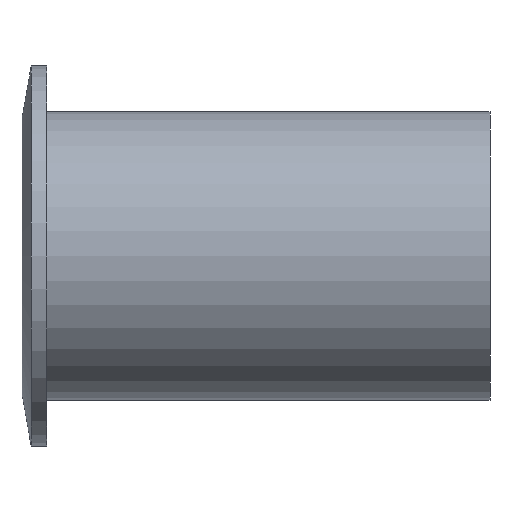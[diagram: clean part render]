
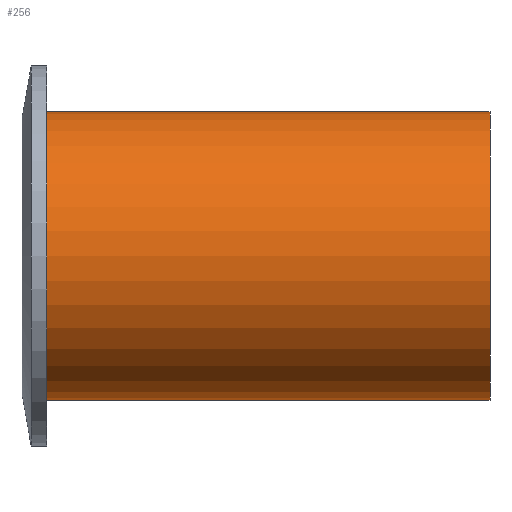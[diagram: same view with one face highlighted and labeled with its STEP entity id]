
A CAD part, left-side view. The second image highlights one B-rep face of the part: STEP entity #256.
In plain terms, the highlighted cylindrical face has radius 4.915 mm (diameter 9.83 mm), a partial arc.
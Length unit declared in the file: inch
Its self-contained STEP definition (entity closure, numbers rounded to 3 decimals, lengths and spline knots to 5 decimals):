
#10 = EDGE_CURVE ( 'NONE', #454, #265, #348, .T. ) ;
#13 = DIRECTION ( 'NONE',  ( 0., -1., 0. ) ) ;
#31 = DIRECTION ( 'NONE',  ( 0., 0., -1. ) ) ;
#32 = ORIENTED_EDGE ( 'NONE', *, *, #429, .F. ) ;
#48 = EDGE_LOOP ( 'NONE', ( #190, #126, #229, #32 ) ) ;
#55 = EDGE_CURVE ( 'NONE', #301, #73, #275, .T. ) ;
#70 = CARTESIAN_POINT ( 'NONE',  ( 0., -0.628, -0.1935 ) ) ;
#73 = VERTEX_POINT ( 'NONE', #102 ) ;
#86 = VECTOR ( 'NONE', #461, 39.37008 ) ;
#92 = CARTESIAN_POINT ( 'NONE',  ( 0., -0.628, -0.1935 ) ) ;
#94 = CARTESIAN_POINT ( 'NONE',  ( 0., -0.628, 0.1935 ) ) ;
#98 = DIRECTION ( 'NONE',  ( 0., 0., -1. ) ) ;
#102 = CARTESIAN_POINT ( 'NONE',  ( 0., -0.628, 0.1935 ) ) ;
#105 = DIRECTION ( 'NONE',  ( 0., -1., 0. ) ) ;
#126 = ORIENTED_EDGE ( 'NONE', *, *, #403, .T. ) ;
#141 = CIRCLE ( 'NONE', #377, 0.1935 ) ;
#166 = AXIS2_PLACEMENT_3D ( 'NONE', #178, #481, #31 ) ;
#171 = VECTOR ( 'NONE', #13, 39.37008 ) ;
#178 = CARTESIAN_POINT ( 'NONE',  ( 0., -0.628, 0. ) ) ;
#190 = ORIENTED_EDGE ( 'NONE', *, *, #55, .F. ) ;
#229 = ORIENTED_EDGE ( 'NONE', *, *, #10, .T. ) ;
#256 = ADVANCED_FACE ( 'NONE', ( #419 ), #404, .T. ) ;
#265 = VERTEX_POINT ( 'NONE', #70 ) ;
#275 = LINE ( 'NONE', #94, #171 ) ;
#279 = CARTESIAN_POINT ( 'NONE',  ( 0., -0.628, 0. ) ) ;
#287 = DIRECTION ( 'NONE',  ( 0., -1., 0. ) ) ;
#301 = VERTEX_POINT ( 'NONE', #385 ) ;
#339 = CARTESIAN_POINT ( 'NONE',  ( 0., -0.033, -0.1935 ) ) ;
#345 = AXIS2_PLACEMENT_3D ( 'NONE', #392, #287, #98 ) ;
#348 = LINE ( 'NONE', #92, #86 ) ;
#360 = CIRCLE ( 'NONE', #345, 0.1935 ) ;
#377 = AXIS2_PLACEMENT_3D ( 'NONE', #279, #105, #438 ) ;
#385 = CARTESIAN_POINT ( 'NONE',  ( 0., -0.033, 0.1935 ) ) ;
#392 = CARTESIAN_POINT ( 'NONE',  ( 0., -0.033, 0. ) ) ;
#403 = EDGE_CURVE ( 'NONE', #301, #454, #360, .T. ) ;
#404 = CYLINDRICAL_SURFACE ( 'NONE', #166, 0.1935 ) ;
#419 = FACE_OUTER_BOUND ( 'NONE', #48, .T. ) ;
#429 = EDGE_CURVE ( 'NONE', #73, #265, #141, .T. ) ;
#438 = DIRECTION ( 'NONE',  ( 0., 0., -1. ) ) ;
#454 = VERTEX_POINT ( 'NONE', #339 ) ;
#461 = DIRECTION ( 'NONE',  ( 0., -1., 0. ) ) ;
#481 = DIRECTION ( 'NONE',  ( 0., -1., 0. ) ) ;
